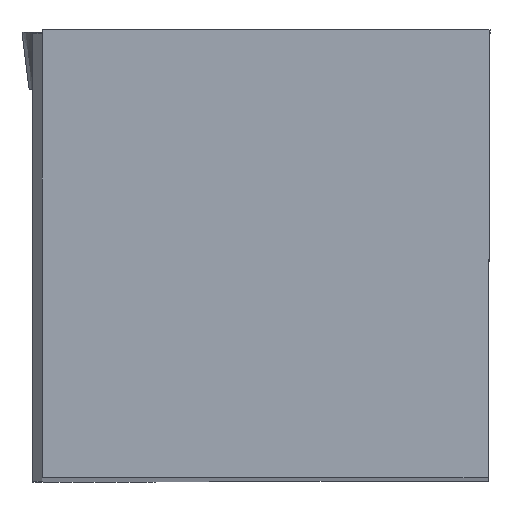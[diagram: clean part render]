
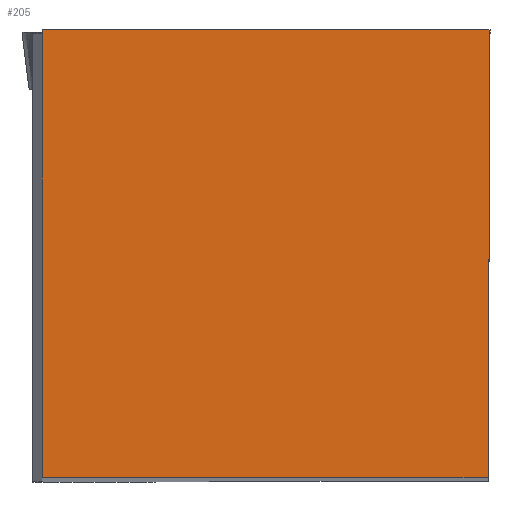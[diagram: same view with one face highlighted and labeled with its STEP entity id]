
A CAD part, top view. The second image highlights one B-rep face of the part: STEP entity #205.
In plain terms, the highlighted planar face has unit normal (0, 0, 1).
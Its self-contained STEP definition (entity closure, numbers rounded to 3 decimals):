
#86=FACE_OUTER_BOUND('',#282,.T.);
#100=LINE('',#832,#134);
#119=LINE('',#890,#153);
#122=LINE('',#897,#156);
#125=LINE('',#908,#159);
#134=VECTOR('',#678,1.);
#153=VECTOR('',#717,1.);
#156=VECTOR('',#724,1.);
#159=VECTOR('',#737,1.);
#205=ADVANCED_FACE('BLANK_BOXF006',(#86),#226,.F.);
#226=PLANE('',#616);
#282=EDGE_LOOP('',(#363,#364,#365,#366));
#363=ORIENTED_EDGE('',*,*,#493,.F.);
#364=ORIENTED_EDGE('',*,*,#487,.F.);
#365=ORIENTED_EDGE('',*,*,#483,.F.);
#366=ORIENTED_EDGE('',*,*,#457,.F.);
#417=VERTEX_POINT('',#831);
#418=VERTEX_POINT('',#833);
#439=VERTEX_POINT('',#891);
#441=VERTEX_POINT('',#898);
#457=EDGE_CURVE('',#417,#418,#100,.T.);
#483=EDGE_CURVE('',#418,#439,#119,.T.);
#487=EDGE_CURVE('',#439,#441,#122,.T.);
#493=EDGE_CURVE('',#441,#417,#125,.T.);
#616=AXIS2_PLACEMENT_3D('',#909,#738,#739);
#678=DIRECTION('',(1.,0.,0.));
#717=DIRECTION('',(-0.004,-1.,0.));
#724=DIRECTION('',(-1.,0.,0.));
#737=DIRECTION('',(0.,1.,0.));
#738=DIRECTION('',(0.,0.,-1.));
#739=DIRECTION('',(-1.,0.,0.));
#831=CARTESIAN_POINT('',(-24.875,24.875,0.));
#832=CARTESIAN_POINT('',(-159.35,24.875,0.));
#833=CARTESIAN_POINT('',(0.,24.875,0.));
#890=CARTESIAN_POINT('',(0.587,159.348,0.));
#891=CARTESIAN_POINT('',(-0.109,0.,0.));
#897=CARTESIAN_POINT('',(159.35,0.,0.));
#898=CARTESIAN_POINT('',(-24.875,0.,0.));
#908=CARTESIAN_POINT('',(-24.875,-159.35,0.));
#909=CARTESIAN_POINT('',(-31.657,-5.,0.));
